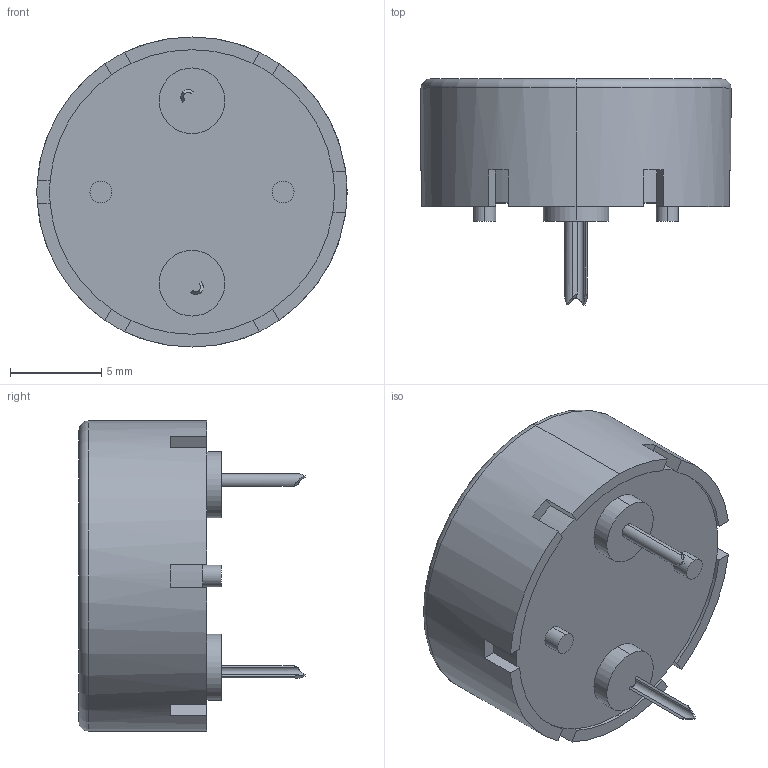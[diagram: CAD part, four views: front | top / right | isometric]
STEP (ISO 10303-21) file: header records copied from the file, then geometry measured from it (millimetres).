
FILE_DESCRIPTION (( 'STEP AP214' ), '1' );
FILE_NAME ('CUI_DEVICES_CPE-1785.step', '2019-10-20T21:35:03', ( '' ), ( '' ), 'SwSTEP 2.0', 'SolidWorks 2019', '' );
FILE_SCHEMA (( 'AUTOMOTIVE_DESIGN' ));
Length unit declared in the file: inch
Products named in the file (1): CUI_DEVICES_CPE-1785
Bounding box: 17 x 12.4 x 17 mm (x, y, z)
Volume: 1550 mm3; surface area: 905.5 mm2
Topology: 1 solids, 1 shells, 72 faces, 175 edges, 112 vertices
Faces by surface type: plane 39, cylinder 31, torus 2
Entity records: 3082 total; most frequent: CARTESIAN_POINT 390, DIRECTION 383, ORIENTED_EDGE 350, EDGE_CURVE 175, AXIS2_PLACEMENT_3D 145, VERTEX_POINT 112, LINE 93, VECTOR 93
